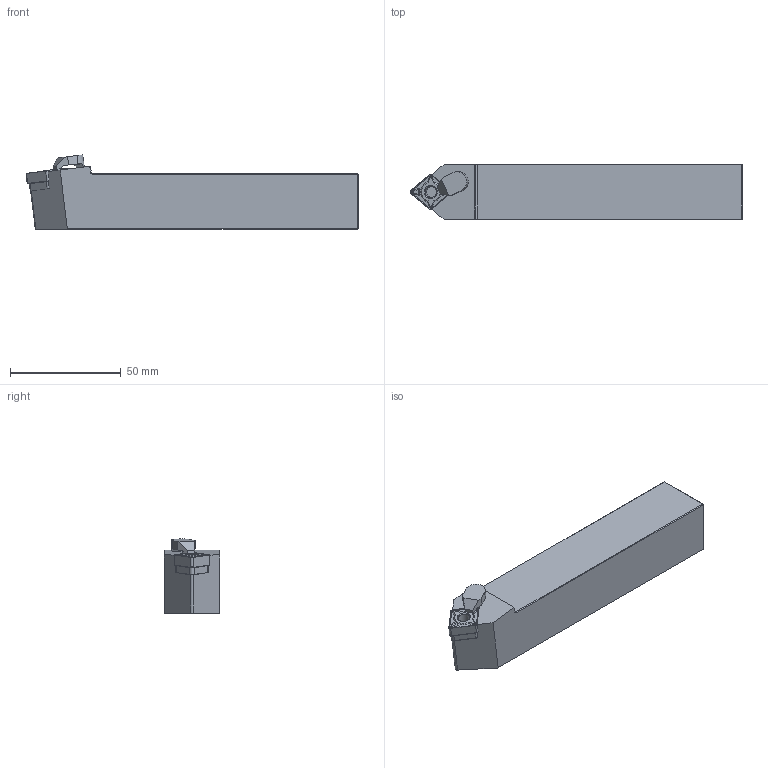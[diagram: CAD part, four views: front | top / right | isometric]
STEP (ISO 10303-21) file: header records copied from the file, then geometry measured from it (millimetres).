
FILE_DESCRIPTION(/* description */ (''),/* implementation_level */ '2;1');
FILE_NAME(/* name */ 'PCMNN-2525-M12C.stp',/* time_stamp */ '2023-10-03T15:43:13+03:00',/* author */ (''),/* organization */ (''),/* preprocessor_version */ 'ST-DEVELOPER v19.4',/* originating_system */ 'SIEMENS PLM Software NX2306.3001',/* authorisation */ '');
FILE_SCHEMA (('AUTOMOTIVE_DESIGN { 1 0 10303 214 3 1 1 1 }'));
Length unit declared in the file: millimetre
Products named in the file (1): PCMNN-2525-M12C
Bounding box: 149.56 x 25 x 33.43 mm (x, y, z)
Volume: 88923.8 mm3; surface area: 16273.1 mm2
Topology: 2 solids, 2 shells, 126 faces, 317 edges, 206 vertices
Faces by surface type: plane 87, cone 24, cylinder 15
Full cylindrical faces by diameter (mm): 5.1 x1
Entity records: 4273 total; most frequent: CARTESIAN_POINT 685, DIRECTION 636, ORIENTED_EDGE 624, EDGE_CURVE 312, LINE 222, VECTOR 222, AXIS2_PLACEMENT_3D 207, VERTEX_POINT 204
